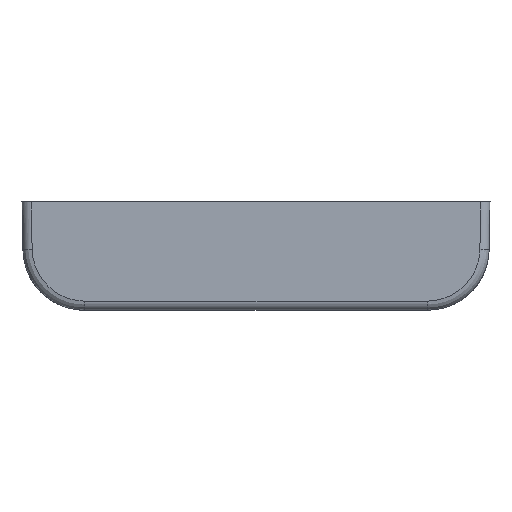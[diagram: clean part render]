
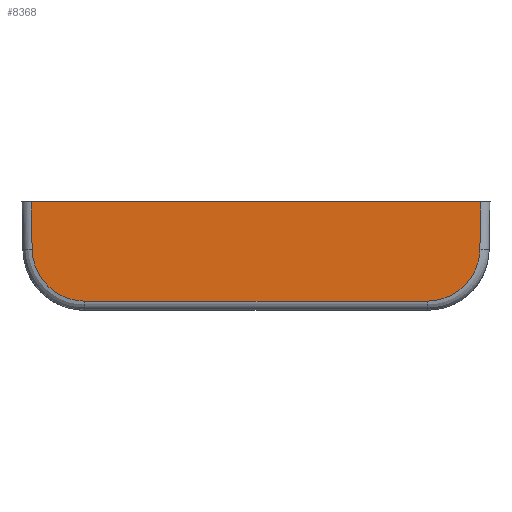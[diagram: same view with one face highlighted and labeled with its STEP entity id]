
A CAD part, left-side view. The second image highlights one B-rep face of the part: STEP entity #8368.
In plain terms, the highlighted free-form (B-spline) face has degree [5, 1] with [6, 2] control points.
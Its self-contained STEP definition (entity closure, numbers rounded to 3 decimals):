
#6124 = VERTEX_POINT('',#6125);
#6125 = CARTESIAN_POINT('',(0.,103.691,
    49.981));
#7260 = EDGE_CURVE('',#7261,#6124,#7263,.T.);
#7261 = VERTEX_POINT('',#7262);
#7262 = CARTESIAN_POINT('',(0.,-103.691,
    49.981));
#7263 = B_SPLINE_CURVE_WITH_KNOTS('',1,(#7264,#7265),.UNSPECIFIED.,.F.,
  .F.,(2,2),(-72.611,72.611),.PIECEWISE_BEZIER_KNOTS.);
#7264 = CARTESIAN_POINT('',(0.,-103.691,
    49.981));
#7265 = CARTESIAN_POINT('',(0.,103.691,
    49.981));
#8182 = VERTEX_POINT('',#8183);
#8183 = CARTESIAN_POINT('',(0.383,103.309,
    28.062));
#8189 = EDGE_CURVE('',#8182,#6124,#8190,.T.);
#8190 = B_SPLINE_CURVE_WITH_KNOTS('',1,(#8191,#8192),.UNSPECIFIED.,.F.,
  .F.,(2,2),(2.387,17.741),.PIECEWISE_BEZIER_KNOTS.);
#8191 = CARTESIAN_POINT('',(0.383,103.309,
    28.062));
#8192 = CARTESIAN_POINT('',(0.,103.691,
    49.981));
#8368 = ADVANCED_FACE('',(#8369),#8411,.F.);
#8369 = FACE_BOUND('',#8370,.F.);
#8370 = EDGE_LOOP('',(#8371,#8382,#8383,#8384,#8391,#8402));
#8371 = ORIENTED_EDGE('',*,*,#8372,.F.);
#8372 = EDGE_CURVE('',#8182,#8373,#8375,.T.);
#8373 = VERTEX_POINT('',#8374);
#8374 = CARTESIAN_POINT('',(0.799,79.036,4.209
    ));
#8375 = B_SPLINE_CURVE_WITH_KNOTS('',5,(#8376,#8377,#8378,#8379,#8380,
    #8381),.UNSPECIFIED.,.F.,.F.,(6,6),(62.081,102.858),
  .PIECEWISE_BEZIER_KNOTS.);
#8376 = CARTESIAN_POINT('',(0.383,103.309,
    28.062));
#8377 = CARTESIAN_POINT('',(0.514,103.177,
    20.522));
#8378 = CARTESIAN_POINT('',(0.645,100.126,
    13.026));
#8379 = CARTESIAN_POINT('',(0.748,94.127,7.13
    ));
#8380 = CARTESIAN_POINT('',(0.799,86.578,4.209
    ));
#8381 = CARTESIAN_POINT('',(0.799,79.036,4.209
    ));
#8382 = ORIENTED_EDGE('',*,*,#8189,.T.);
#8383 = ORIENTED_EDGE('',*,*,#7260,.F.);
#8384 = ORIENTED_EDGE('',*,*,#8385,.F.);
#8385 = EDGE_CURVE('',#8386,#7261,#8388,.T.);
#8386 = VERTEX_POINT('',#8387);
#8387 = CARTESIAN_POINT('',(0.383,-103.309,
    28.062));
#8388 = B_SPLINE_CURVE_WITH_KNOTS('',1,(#8389,#8390),.UNSPECIFIED.,.F.,
  .F.,(2,2),(2.387,17.741),.PIECEWISE_BEZIER_KNOTS.);
#8389 = CARTESIAN_POINT('',(0.383,-103.309,
    28.062));
#8390 = CARTESIAN_POINT('',(0.,-103.691,
    49.981));
#8391 = ORIENTED_EDGE('',*,*,#8392,.F.);
#8392 = EDGE_CURVE('',#8393,#8386,#8395,.T.);
#8393 = VERTEX_POINT('',#8394);
#8394 = CARTESIAN_POINT('',(0.799,-79.036,4.209
    ));
#8395 = B_SPLINE_CURVE_WITH_KNOTS('',5,(#8396,#8397,#8398,#8399,#8400,
    #8401),.UNSPECIFIED.,.F.,.F.,(6,6),(62.083,102.859),
  .PIECEWISE_BEZIER_KNOTS.);
#8396 = CARTESIAN_POINT('',(0.799,-79.036,4.209
    ));
#8397 = CARTESIAN_POINT('',(0.799,-86.578,
    4.209));
#8398 = CARTESIAN_POINT('',(0.748,-94.127,
    7.13));
#8399 = CARTESIAN_POINT('',(0.645,-100.125,13.026
    ));
#8400 = CARTESIAN_POINT('',(0.514,-103.177,
    20.522));
#8401 = CARTESIAN_POINT('',(0.383,-103.309,
    28.062));
#8402 = ORIENTED_EDGE('',*,*,#8403,.F.);
#8403 = EDGE_CURVE('',#8373,#8393,#8404,.T.);
#8404 = B_SPLINE_CURVE_WITH_KNOTS('',5,(#8405,#8406,#8407,#8408,#8409,
    #8410),.UNSPECIFIED.,.F.,.F.,(6,6),(-55.346,55.346),
  .PIECEWISE_BEZIER_KNOTS.);
#8405 = CARTESIAN_POINT('',(0.799,79.036,4.209
    ));
#8406 = CARTESIAN_POINT('',(0.799,47.421,4.209
    ));
#8407 = CARTESIAN_POINT('',(0.799,15.807,4.209
    ));
#8408 = CARTESIAN_POINT('',(0.799,-15.807,4.209
    ));
#8409 = CARTESIAN_POINT('',(0.799,-47.421,4.209
    ));
#8410 = CARTESIAN_POINT('',(0.799,-79.036,4.209
    ));
#8411 = B_SPLINE_SURFACE_WITH_KNOTS('',5,1,(
    (#8412,#8413)
    ,(#8414,#8415)
    ,(#8416,#8417)
    ,(#8418,#8419)
    ,(#8420,#8421)
    ,(#8422,#8423
    )),.UNSPECIFIED.,.F.,.F.,.F.,(6,6),(2,2),(0.,151.222),(0.,50.)
  ,.PIECEWISE_BEZIER_KNOTS.);
#8412 = CARTESIAN_POINT('',(1.246,-107.975,
    -21.41));
#8413 = CARTESIAN_POINT('',(0.,-107.975,
    49.981));
#8414 = CARTESIAN_POINT('',(1.246,-64.785,
    -21.41));
#8415 = CARTESIAN_POINT('',(0.,-64.785,
    49.981));
#8416 = CARTESIAN_POINT('',(1.246,-21.595,
    -21.41));
#8417 = CARTESIAN_POINT('',(0.,-21.595,
    49.981));
#8418 = CARTESIAN_POINT('',(1.246,21.595,
    -21.41));
#8419 = CARTESIAN_POINT('',(0.,21.595,
    49.981));
#8420 = CARTESIAN_POINT('',(1.246,64.785,
    -21.41));
#8421 = CARTESIAN_POINT('',(0.,64.785,
    49.981));
#8422 = CARTESIAN_POINT('',(1.246,107.975,
    -21.41));
#8423 = CARTESIAN_POINT('',(0.,107.975,
    49.981));
